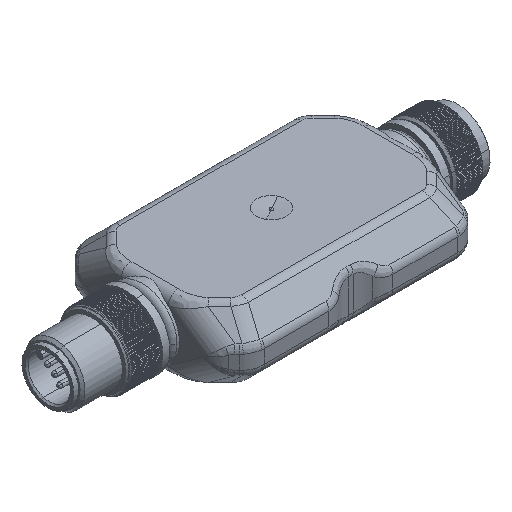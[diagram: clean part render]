
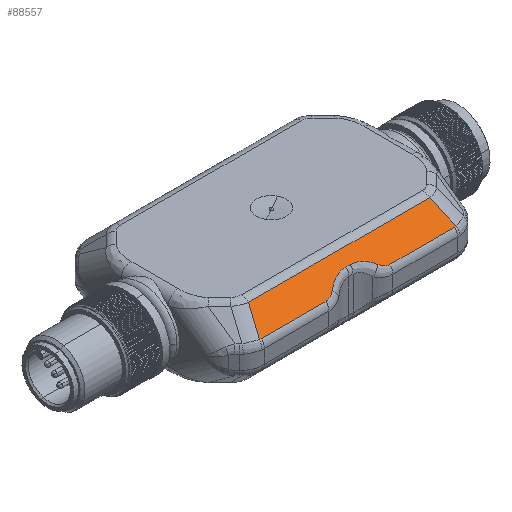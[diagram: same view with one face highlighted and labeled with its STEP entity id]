
A CAD part, isometric view. The second image highlights one B-rep face of the part: STEP entity #88557.
In plain terms, the highlighted planar face has unit normal (0, -0.707, 0.707).
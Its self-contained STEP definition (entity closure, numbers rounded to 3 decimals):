
#88530=AXIS2_PLACEMENT_3D('Plane Axis2P3D',#88527,#88528,#88529) ;
#86013=CARTESIAN_POINT('Vertex',(64.784,0.607,10.307)) ;
#86069=CARTESIAN_POINT('Control Point',(64.784,0.607,10.307)) ;
#86070=CARTESIAN_POINT('Control Point',(64.714,0.598,10.298)) ;
#86071=CARTESIAN_POINT('Control Point',(64.643,0.592,10.292)) ;
#86072=CARTESIAN_POINT('Control Point',(64.572,0.588,10.288)) ;
#86073=CARTESIAN_POINT('Control Point',(64.5,0.586,10.286)) ;
#86074=CARTESIAN_POINT('Control Point',(64.429,0.586,10.286)) ;
#86075=CARTESIAN_POINT('Vertex',(64.429,0.586,10.286)) ;
#86098=CARTESIAN_POINT('Line Origine',(45.,0.586,10.286)) ;
#86102=CARTESIAN_POINT('Vertex',(51.429,0.586,10.286)) ;
#86156=CARTESIAN_POINT('Control Point',(51.429,0.586,10.286)) ;
#86157=CARTESIAN_POINT('Control Point',(51.177,0.586,10.286)) ;
#86158=CARTESIAN_POINT('Control Point',(50.925,0.612,10.312)) ;
#86159=CARTESIAN_POINT('Control Point',(50.678,0.665,10.365)) ;
#86160=CARTESIAN_POINT('Control Point',(50.306,0.787,10.487)) ;
#86161=CARTESIAN_POINT('Control Point',(49.969,0.96,10.66)) ;
#86162=CARTESIAN_POINT('Control Point',(49.85,1.03,10.73)) ;
#86163=CARTESIAN_POINT('Control Point',(49.736,1.105,10.805)) ;
#86164=CARTESIAN_POINT('Control Point',(49.629,1.186,10.886)) ;
#86165=CARTESIAN_POINT('Vertex',(49.629,1.186,10.886)) ;
#86239=CARTESIAN_POINT('Control Point',(45.429,2.586,12.286)) ;
#86240=CARTESIAN_POINT('Control Point',(45.813,2.586,12.286)) ;
#86241=CARTESIAN_POINT('Control Point',(46.196,2.559,12.259)) ;
#86242=CARTESIAN_POINT('Control Point',(46.574,2.507,12.207)) ;
#86243=CARTESIAN_POINT('Control Point',(47.475,2.319,12.019)) ;
#86244=CARTESIAN_POINT('Control Point',(48.293,2.004,11.704)) ;
#86245=CARTESIAN_POINT('Control Point',(48.742,1.78,11.48)) ;
#86246=CARTESIAN_POINT('Control Point',(49.175,1.517,11.217)) ;
#86247=CARTESIAN_POINT('Control Point',(49.568,1.231,10.931)) ;
#86248=CARTESIAN_POINT('Control Point',(49.589,1.216,10.916)) ;
#86249=CARTESIAN_POINT('Control Point',(49.609,1.201,10.901)) ;
#86250=CARTESIAN_POINT('Control Point',(49.629,1.186,10.886)) ;
#86251=CARTESIAN_POINT('Vertex',(45.429,2.586,12.286)) ;
#86274=CARTESIAN_POINT('Line Origine',(45.,2.586,12.286)) ;
#86278=CARTESIAN_POINT('Vertex',(44.571,2.586,12.286)) ;
#86350=CARTESIAN_POINT('Control Point',(40.371,1.186,10.886)) ;
#86351=CARTESIAN_POINT('Control Point',(40.472,1.262,10.962)) ;
#86352=CARTESIAN_POINT('Control Point',(40.576,1.336,11.036)) ;
#86353=CARTESIAN_POINT('Control Point',(40.682,1.408,11.108)) ;
#86354=CARTESIAN_POINT('Control Point',(41.19,1.737,11.437)) ;
#86355=CARTESIAN_POINT('Control Point',(41.756,2.025,11.725)) ;
#86356=CARTESIAN_POINT('Control Point',(42.24,2.218,11.918)) ;
#86357=CARTESIAN_POINT('Control Point',(42.996,2.438,12.138)) ;
#86358=CARTESIAN_POINT('Control Point',(43.798,2.55,12.25)) ;
#86359=CARTESIAN_POINT('Control Point',(44.054,2.574,12.274)) ;
#86360=CARTESIAN_POINT('Control Point',(44.313,2.586,12.286)) ;
#86361=CARTESIAN_POINT('Control Point',(44.571,2.586,12.286)) ;
#86362=CARTESIAN_POINT('Vertex',(40.371,1.186,10.886)) ;
#86418=CARTESIAN_POINT('Control Point',(40.371,1.186,10.886)) ;
#86419=CARTESIAN_POINT('Control Point',(40.307,1.137,10.837)) ;
#86420=CARTESIAN_POINT('Control Point',(40.24,1.091,10.791)) ;
#86421=CARTESIAN_POINT('Control Point',(40.171,1.046,10.746)) ;
#86422=CARTESIAN_POINT('Control Point',(39.851,0.854,10.554)) ;
#86423=CARTESIAN_POINT('Control Point',(39.492,0.707,10.407)) ;
#86424=CARTESIAN_POINT('Control Point',(39.193,0.626,10.326)) ;
#86425=CARTESIAN_POINT('Control Point',(38.882,0.586,10.286)) ;
#86426=CARTESIAN_POINT('Control Point',(38.571,0.586,10.286)) ;
#86427=CARTESIAN_POINT('Vertex',(38.571,0.586,10.286)) ;
#86450=CARTESIAN_POINT('Line Origine',(45.,0.586,10.286)) ;
#86454=CARTESIAN_POINT('Vertex',(25.571,0.586,10.286)) ;
#86508=CARTESIAN_POINT('Control Point',(25.571,0.586,10.286)) ;
#86509=CARTESIAN_POINT('Control Point',(25.5,0.586,10.286)) ;
#86510=CARTESIAN_POINT('Control Point',(25.428,0.588,10.288)) ;
#86511=CARTESIAN_POINT('Control Point',(25.357,0.592,10.292)) ;
#86512=CARTESIAN_POINT('Control Point',(25.286,0.598,10.298)) ;
#86513=CARTESIAN_POINT('Control Point',(25.216,0.607,10.307)) ;
#86514=CARTESIAN_POINT('Vertex',(25.216,0.607,10.307)) ;
#88511=CARTESIAN_POINT('Vertex',(63.207,4.414,14.114)) ;
#88514=CARTESIAN_POINT('Line Origine',(64.013,2.468,12.168)) ;
#88527=CARTESIAN_POINT('Axis2P3D Location',(9.3,5.,14.7)) ;
#88532=CARTESIAN_POINT('Line Origine',(45.,4.414,14.114)) ;
#88536=CARTESIAN_POINT('Vertex',(26.793,4.414,14.114)) ;
#88540=CARTESIAN_POINT('Control Point',(26.793,4.414,14.114)) ;
#88541=CARTESIAN_POINT('Control Point',(25.216,0.607,10.307)) ;
#86099=DIRECTION('Vector Direction',(1.,0.,0.)) ;
#86275=DIRECTION('Vector Direction',(1.,0.,0.)) ;
#86451=DIRECTION('Vector Direction',(-1.,0.,0.)) ;
#88515=DIRECTION('Vector Direction',(0.281,-0.679,-0.679)) ;
#88528=DIRECTION('Axis2P3D Direction',(0.,0.707,-0.707)) ;
#88529=DIRECTION('Axis2P3D XDirection',(1.,0.,0.)) ;
#88533=DIRECTION('Vector Direction',(1.,0.,0.)) ;
#86100=VECTOR('Line Direction',#86099,1.) ;
#86276=VECTOR('Line Direction',#86275,1.) ;
#86452=VECTOR('Line Direction',#86451,1.) ;
#88516=VECTOR('Line Direction',#88515,1.) ;
#88534=VECTOR('Line Direction',#88533,1.) ;
#88544=ORIENTED_EDGE('',*,*,#86516,.F.) ;
#88545=ORIENTED_EDGE('',*,*,#86456,.F.) ;
#88546=ORIENTED_EDGE('',*,*,#86429,.F.) ;
#88547=ORIENTED_EDGE('',*,*,#86364,.F.) ;
#88548=ORIENTED_EDGE('',*,*,#86280,.F.) ;
#88549=ORIENTED_EDGE('',*,*,#86253,.F.) ;
#88550=ORIENTED_EDGE('',*,*,#86167,.F.) ;
#88551=ORIENTED_EDGE('',*,*,#86104,.F.) ;
#88552=ORIENTED_EDGE('',*,*,#86077,.F.) ;
#88553=ORIENTED_EDGE('',*,*,#88518,.F.) ;
#88554=ORIENTED_EDGE('',*,*,#88538,.T.) ;
#88555=ORIENTED_EDGE('',*,*,#88542,.T.) ;
#88557=ADVANCED_FACE('Hauptk\X2\00F6\X0\rper',(#88556),#88531,.F.) ;
#86068=B_SPLINE_CURVE_WITH_KNOTS('',5,(#86069,#86070,#86071,#86072,#86073,#86074),.UNSPECIFIED.,.F.,.U.,(6,6),(13.903,14.596),.UNSPECIFIED.) ;
#86155=B_SPLINE_CURVE_WITH_KNOTS('',5,(#86156,#86157,#86158,#86159,#86160,#86161,#86162,#86163,#86164),.UNSPECIFIED.,.F.,.U.,(6,3,6),(14.594,17.045,18.47),.UNSPECIFIED.) ;
#86238=B_SPLINE_CURVE_WITH_KNOTS('',5,(#86239,#86240,#86241,#86242,#86243,#86244,#86245,#86246,#86247,#86248,#86249,#86250),.UNSPECIFIED.,.F.,.U.,(6,3,3,6),(10.634,12.992,16.417,16.604),.UNSPECIFIED.) ;
#86349=B_SPLINE_CURVE_WITH_KNOTS('',5,(#86350,#86351,#86352,#86353,#86354,#86355,#86356,#86357,#86358,#86359,#86360,#86361),.UNSPECIFIED.,.F.,.U.,(6,3,3,6),(4.662,5.605,9.043,10.632),.UNSPECIFIED.) ;
#86417=B_SPLINE_CURVE_WITH_KNOTS('',5,(#86418,#86419,#86420,#86421,#86422,#86423,#86424,#86425,#86426),.UNSPECIFIED.,.F.,.U.,(6,3,6),(10.72,11.575,14.596),.UNSPECIFIED.) ;
#86507=B_SPLINE_CURVE_WITH_KNOTS('',5,(#86508,#86509,#86510,#86511,#86512,#86513),.UNSPECIFIED.,.F.,.U.,(6,6),(14.595,15.288),.UNSPECIFIED.) ;
#88539=B_SPLINE_CURVE_WITH_KNOTS('',1,(#88540,#88541),.UNSPECIFIED.,.F.,.U.,(2,2),(-2.865,2.745),.UNSPECIFIED.) ;
#86077=EDGE_CURVE('',#86014,#86076,#86068,.T.) ;
#86104=EDGE_CURVE('',#86076,#86103,#86101,.F.) ;
#86167=EDGE_CURVE('',#86103,#86166,#86155,.T.) ;
#86253=EDGE_CURVE('',#86166,#86252,#86238,.F.) ;
#86280=EDGE_CURVE('',#86252,#86279,#86277,.F.) ;
#86364=EDGE_CURVE('',#86279,#86363,#86349,.F.) ;
#86429=EDGE_CURVE('',#86363,#86428,#86417,.T.) ;
#86456=EDGE_CURVE('',#86428,#86455,#86453,.T.) ;
#86516=EDGE_CURVE('',#86455,#86515,#86507,.T.) ;
#88518=EDGE_CURVE('',#88512,#86014,#88517,.T.) ;
#88538=EDGE_CURVE('',#88512,#88537,#88535,.F.) ;
#88542=EDGE_CURVE('',#88537,#86515,#88539,.T.) ;
#88543=EDGE_LOOP('',(#88544,#88545,#88546,#88547,#88548,#88549,#88550,#88551,#88552,#88553,#88554,#88555)) ;
#88556=FACE_OUTER_BOUND('',#88543,.T.) ;
#86101=LINE('Line',#86098,#86100) ;
#86277=LINE('Line',#86274,#86276) ;
#86453=LINE('Line',#86450,#86452) ;
#88517=LINE('Line',#88514,#88516) ;
#88535=LINE('Line',#88532,#88534) ;
#88531=PLANE('',#88530) ;
#86014=VERTEX_POINT('',#86013) ;
#86076=VERTEX_POINT('',#86075) ;
#86103=VERTEX_POINT('',#86102) ;
#86166=VERTEX_POINT('',#86165) ;
#86252=VERTEX_POINT('',#86251) ;
#86279=VERTEX_POINT('',#86278) ;
#86363=VERTEX_POINT('',#86362) ;
#86428=VERTEX_POINT('',#86427) ;
#86455=VERTEX_POINT('',#86454) ;
#86515=VERTEX_POINT('',#86514) ;
#88512=VERTEX_POINT('',#88511) ;
#88537=VERTEX_POINT('',#88536) ;
